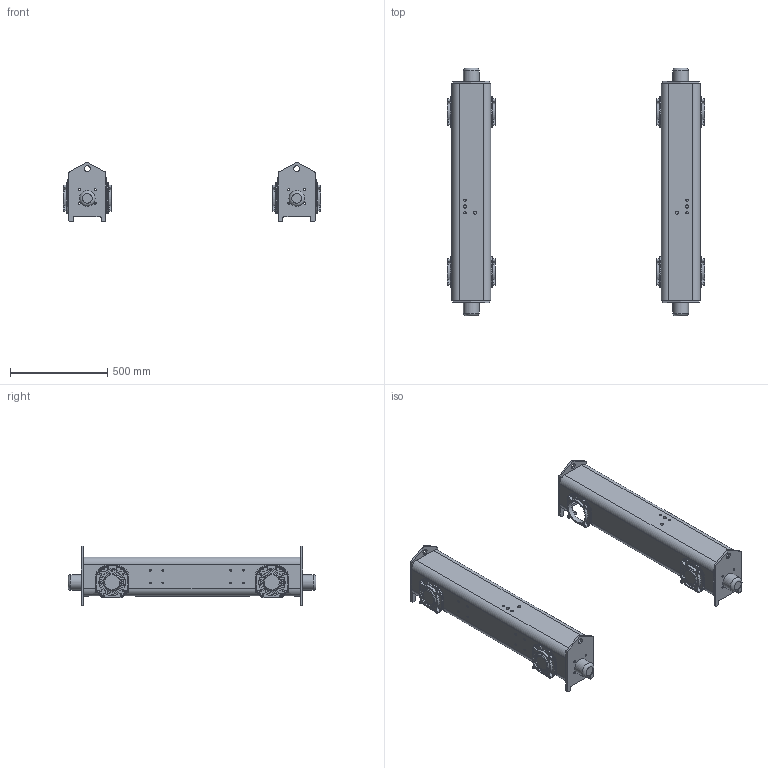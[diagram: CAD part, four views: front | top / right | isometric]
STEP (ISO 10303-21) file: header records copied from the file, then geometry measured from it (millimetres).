
FILE_DESCRIPTION(/* description */ ('STEP AP242','CAx-IF Rec.Pracs.---Representation and Presentation of Product Manufacturing Information (PMI)---4.0---2014-10-13','CAx-IF Rec.Pracs.---3D Tessellated Geometry---0.4---2014-09-14','2;1'),/* implementation_level */ '2;1');
FILE_NAME(/* name */ '6756006caebe490a25a8adfc',/* time_stamp */ '2024-12-08T20:24:14Z',/* author */ (''),/* organization */ (''),/* preprocessor_version */ 'ST-DEVELOPER v20',/* originating_system */ 'ONSHAPE BY PTC INC, 1.190',/* authorisation */ ' ');
FILE_SCHEMA (('AP242_MANAGED_MODEL_BASED_3D_ENGINEERING_MIM_LF { 1 0 10303 442 1 1 4 }'));
Length unit declared in the file: metre
Products named in the file (10): trolley side 1; trolley side 6; trolley side 5; trolley bridge L; trolley bridge R; trolley side 8; trolley side 4; trolley side 7; trolley side 2; trolley side 3
Bounding box: 1319.4 x 1272 x 305.67 mm (x, y, z)
Volume: 21786929.6 mm3; surface area: 3621526.7 mm2
Topology: 10 solids, 10 shells, 1450 faces, 3791 edges, 2229 vertices
Faces by surface type: cylinder 646, plane 406, torus 248, sphere 80, bspline 64, cone 6
Full cylindrical faces by diameter (mm): 6.8 x32, 10 x80, 10.3 x16, 12 x4, 16 x4, 30 x4, 80 x4, 121 x8
Entity records: 44444 total; most frequent: CARTESIAN_POINT 9032, DIRECTION 7912, ORIENTED_EDGE 6868, EDGE_CURVE 3434, AXIS2_PLACEMENT_3D 3274, VERTEX_POINT 2190, EDGE_LOOP 1924, FACE_BOUND 1924
